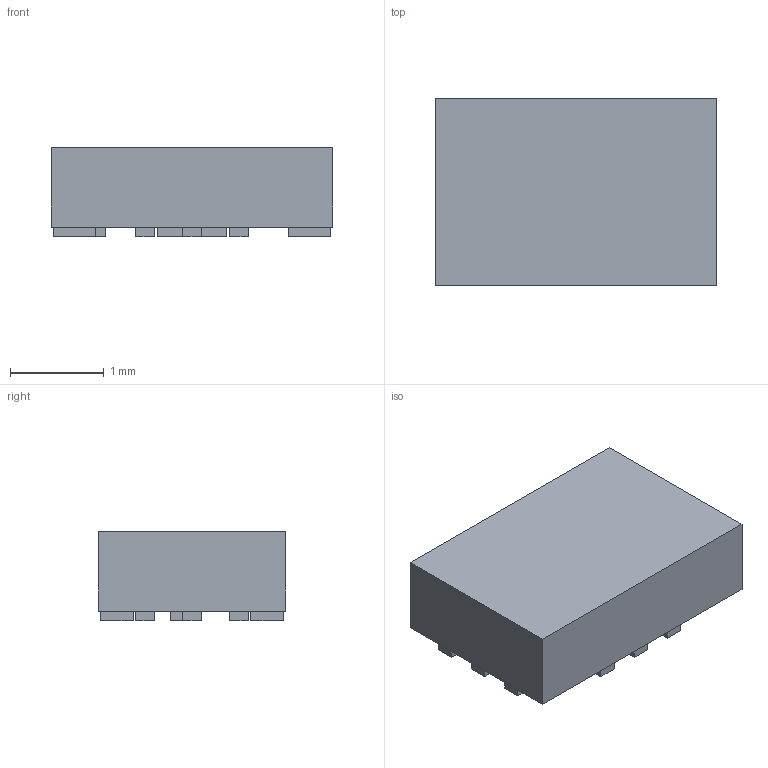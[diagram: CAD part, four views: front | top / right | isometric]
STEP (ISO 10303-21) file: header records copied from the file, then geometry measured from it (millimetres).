
FILE_DESCRIPTION(('FreeCAD Model'),'2;1');
FILE_NAME('1424816.1.2.stp','2024-02-18T11:24:24',( 'Author'),(''),'Open CASCADE STEP processor 6.9','FreeCAD','Unknown' );
FILE_SCHEMA(('AUTOMOTIVE_DESIGN { 1 0 10303 214 1 1 1 1 }'));
Length unit declared in the file: millimetre
Products named in the file (3): ASSEMBLY; Body; Pins
Assembly tree (2 placements, depth 2):
  ASSEMBLY
    Body
    Pins
Bounding box: 3 x 2 x 0.95 mm (x, y, z)
Volume: 5.2 mm3; surface area: 24.3 mm2
Topology: 14 solids, 14 shells, 84 faces, 168 edges, 112 vertices
Faces by surface type: plane 84
Entity records: 4466 total; most frequent: CARTESIAN_POINT 703, DIRECTION 678, LINE 504, VECTOR 504, ORIENTED_EDGE 336, PCURVE 336, DEFINITIONAL_REPRESENTATION 336, EDGE_CURVE 168
